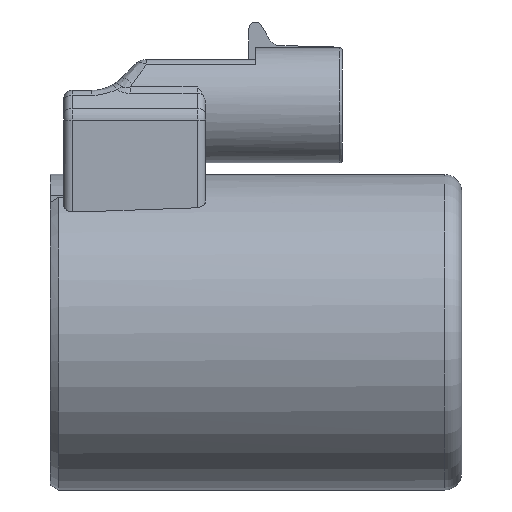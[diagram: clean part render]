
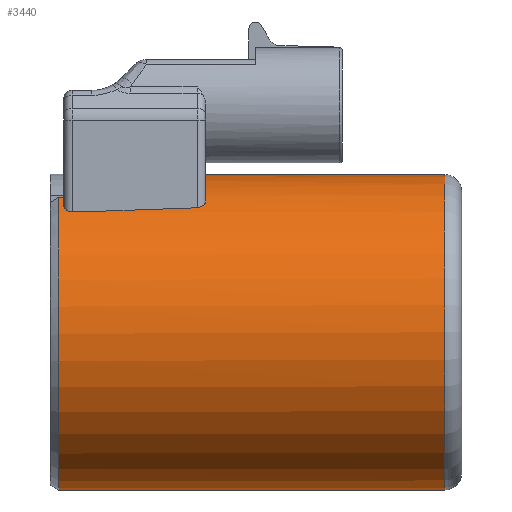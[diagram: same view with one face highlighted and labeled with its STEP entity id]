
A CAD part, left-side view. The second image highlights one B-rep face of the part: STEP entity #3440.
In plain terms, the highlighted cylindrical face has radius 18.9 mm (diameter 37.8 mm), a partial arc.
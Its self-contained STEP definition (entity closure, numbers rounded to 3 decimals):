
#96 = CARTESIAN_POINT ( 'NONE',  ( 0., 50.3, 18.9 ) ) ;
#254 = DIRECTION ( 'NONE',  ( 0., -1., 0. ) ) ;
#383 = LINE ( 'NONE', #96, #2072 ) ;
#499 = DIRECTION ( 'NONE',  ( 0., -1., 0. ) ) ;
#537 = DIRECTION ( 'NONE',  ( 0., 1., 0. ) ) ;
#542 = CIRCLE ( 'NONE', #4866, 18.9 ) ;
#614 = CARTESIAN_POINT ( 'NONE',  ( 0., 2., 0. ) ) ;
#830 = EDGE_CURVE ( 'NONE', #6993, #4384, #542, .T. ) ;
#905 = AXIS2_PLACEMENT_3D ( 'NONE', #614, #3361, #3991 ) ;
#1088 = VERTEX_POINT ( 'NONE', #6552 ) ;
#1251 = CARTESIAN_POINT ( 'NONE',  ( -9.685, 35.022, 16.23 ) ) ;
#1289 = CARTESIAN_POINT ( 'NONE',  ( -9.266, 34.029, 16.474 ) ) ;
#1336 = DIRECTION ( 'NONE',  ( 0., -1., 0. ) ) ;
#1403 = CARTESIAN_POINT ( 'NONE',  ( -7.7, 33.3, 17.26 ) ) ;
#1468 = EDGE_LOOP ( 'NONE', ( #2028, #2262, #5554, #4666, #3070, #6171, #4221 ) ) ;
#1482 = CIRCLE ( 'NONE', #6698, 18.9 ) ;
#1748 = EDGE_CURVE ( 'NONE', #2993, #7090, #3006, .T. ) ;
#1917 = DIRECTION ( 'NONE',  ( 0., -1., 0. ) ) ;
#1918 = CARTESIAN_POINT ( 'NONE',  ( -7.7, 33.3, 17.26 ) ) ;
#2028 = ORIENTED_EDGE ( 'NONE', *, *, #5793, .F. ) ;
#2072 = VECTOR ( 'NONE', #1917, 1000. ) ;
#2262 = ORIENTED_EDGE ( 'NONE', *, *, #830, .F. ) ;
#2993 = VERTEX_POINT ( 'NONE', #5241 ) ;
#3006 = LINE ( 'NONE', #6825, #5767 ) ;
#3023 = CARTESIAN_POINT ( 'NONE',  ( -8.669, 33.546, 16.795 ) ) ;
#3053 = CARTESIAN_POINT ( 'NONE',  ( 0., 2., 18.9 ) ) ;
#3070 = ORIENTED_EDGE ( 'NONE', *, *, #3955, .T. ) ;
#3087 = CARTESIAN_POINT ( 'NONE',  ( -7.828, 33.3, 17.203 ) ) ;
#3094 = VERTEX_POINT ( 'NONE', #3053 ) ;
#3356 = CARTESIAN_POINT ( 'NONE',  ( -9.7, 35.3, 16.221 ) ) ;
#3361 = DIRECTION ( 'NONE',  ( 0., 1., 0. ) ) ;
#3364 = DIRECTION ( 'NONE',  ( 0., 0., -1. ) ) ;
#3385 = DIRECTION ( 'NONE',  ( 0., -1., 0. ) ) ;
#3440 = ADVANCED_FACE ( 'NONE', ( #4257 ), #6575, .T. ) ;
#3514 = EDGE_CURVE ( 'NONE', #1088, #6244, #5511, .T. ) ;
#3574 = CARTESIAN_POINT ( 'NONE',  ( -8.883, 33.682, 16.683 ) ) ;
#3628 = CARTESIAN_POINT ( 'NONE',  ( -8.2, 33.359, 17.029 ) ) ;
#3713 = B_SPLINE_CURVE_WITH_KNOTS ( 'NONE', 3,
 ( #4724, #4676, #1251, #5861, #4101, #5239, #1289, #5324, #3574, #3023, #6484, #5838, #3628, #4165, #3087, #1918 ),
 .UNSPECIFIED., .F., .F.,
 ( 4, 2, 2, 2, 2, 2, 2, 4 ),
 ( 0., 0., 0.001, 0.002, 0.002, 0.002, 0.003, 0.003 ),
 .UNSPECIFIED. ) ;
#3955 = EDGE_CURVE ( 'NONE', #1088, #2993, #1482, .T. ) ;
#3957 = VECTOR ( 'NONE', #254, 1000. ) ;
#3991 = DIRECTION ( 'NONE',  ( 0., 0., 1. ) ) ;
#4075 = DIRECTION ( 'NONE',  ( 0., 0., -1. ) ) ;
#4101 = CARTESIAN_POINT ( 'NONE',  ( -9.586, 34.62, 16.289 ) ) ;
#4158 = EDGE_CURVE ( 'NONE', #6244, #6993, #3713, .T. ) ;
#4165 = CARTESIAN_POINT ( 'NONE',  ( -7.954, 33.312, 17.146 ) ) ;
#4221 = ORIENTED_EDGE ( 'NONE', *, *, #4889, .T. ) ;
#4257 = FACE_OUTER_BOUND ( 'NONE', #1468, .T. ) ;
#4289 = CARTESIAN_POINT ( 'NONE',  ( -9.7, 50.3, 16.221 ) ) ;
#4384 = VERTEX_POINT ( 'NONE', #7172 ) ;
#4491 = DIRECTION ( 'NONE',  ( 0., 0., 1. ) ) ;
#4666 = ORIENTED_EDGE ( 'NONE', *, *, #3514, .F. ) ;
#4676 = CARTESIAN_POINT ( 'NONE',  ( -9.7, 35.16, 16.221 ) ) ;
#4724 = CARTESIAN_POINT ( 'NONE',  ( -9.7, 35.3, 16.221 ) ) ;
#4822 = CARTESIAN_POINT ( 'NONE',  ( 0., 2., -18.9 ) ) ;
#4827 = AXIS2_PLACEMENT_3D ( 'NONE', #6997, #1336, #4075 ) ;
#4866 = AXIS2_PLACEMENT_3D ( 'NONE', #7335, #537, #4491 ) ;
#4889 = EDGE_CURVE ( 'NONE', #7090, #3094, #5284, .T. ) ;
#5239 = CARTESIAN_POINT ( 'NONE',  ( -9.423, 34.249, 16.384 ) ) ;
#5241 = CARTESIAN_POINT ( 'NONE',  ( 0., 48.3, -18.9 ) ) ;
#5284 = CIRCLE ( 'NONE', #905, 18.9 ) ;
#5324 = CARTESIAN_POINT ( 'NONE',  ( -8.986, 33.762, 16.628 ) ) ;
#5511 = LINE ( 'NONE', #4289, #3957 ) ;
#5554 = ORIENTED_EDGE ( 'NONE', *, *, #4158, .F. ) ;
#5767 = VECTOR ( 'NONE', #499, 1000. ) ;
#5793 = EDGE_CURVE ( 'NONE', #4384, #3094, #383, .T. ) ;
#5838 = CARTESIAN_POINT ( 'NONE',  ( -8.322, 33.395, 16.97 ) ) ;
#5861 = CARTESIAN_POINT ( 'NONE',  ( -9.629, 34.753, 16.263 ) ) ;
#6171 = ORIENTED_EDGE ( 'NONE', *, *, #1748, .T. ) ;
#6189 = CARTESIAN_POINT ( 'NONE',  ( 0., 48.3, 0. ) ) ;
#6244 = VERTEX_POINT ( 'NONE', #3356 ) ;
#6484 = CARTESIAN_POINT ( 'NONE',  ( -8.557, 33.489, 16.852 ) ) ;
#6552 = CARTESIAN_POINT ( 'NONE',  ( -9.7, 48.3, 16.221 ) ) ;
#6575 = CYLINDRICAL_SURFACE ( 'NONE', #4827, 18.9 ) ;
#6698 = AXIS2_PLACEMENT_3D ( 'NONE', #6189, #3385, #3364 ) ;
#6825 = CARTESIAN_POINT ( 'NONE',  ( 0., 50.3, -18.9 ) ) ;
#6993 = VERTEX_POINT ( 'NONE', #1403 ) ;
#6997 = CARTESIAN_POINT ( 'NONE',  ( 0., 50.3, 0. ) ) ;
#7090 = VERTEX_POINT ( 'NONE', #4822 ) ;
#7172 = CARTESIAN_POINT ( 'NONE',  ( 0., 33.3, 18.9 ) ) ;
#7335 = CARTESIAN_POINT ( 'NONE',  ( 0., 33.3, 0. ) ) ;
